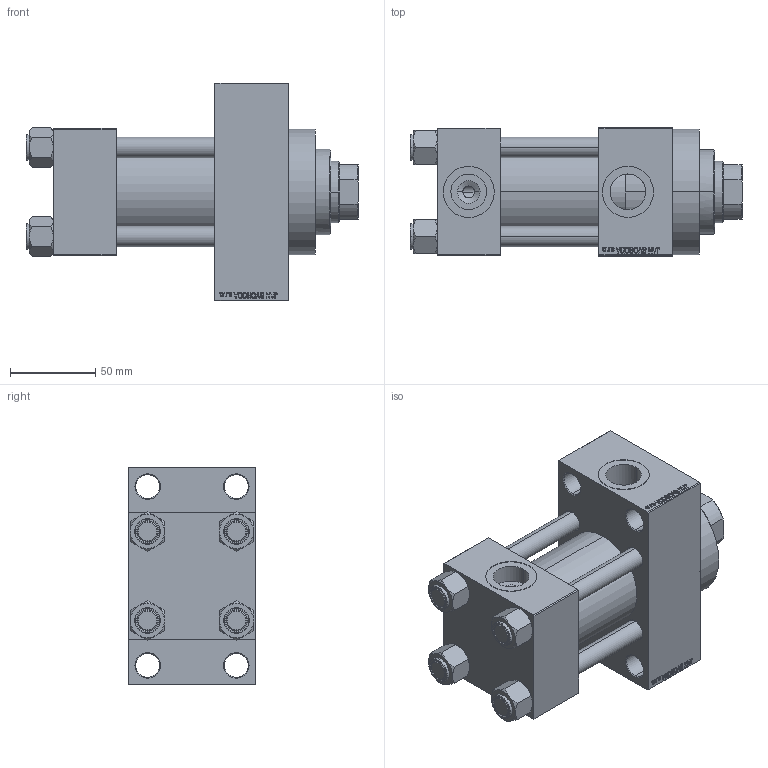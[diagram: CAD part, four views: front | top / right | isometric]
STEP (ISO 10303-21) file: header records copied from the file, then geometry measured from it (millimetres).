
FILE_DESCRIPTION (( 'STEP AP203' ), '1' );
FILE_NAME ('b7b6.STEP', '2022-06-20T09:13:20', ( '' ), ( '' ), 'SwSTEP 2.0', 'SolidWorks 2019', '' );
FILE_SCHEMA (( 'CONFIG_CONTROL_DESIGN' ));
Length unit declared in the file: millimetre
Products named in the file (6): V215CD_NUT_M5_D e985be75ef0a87627b68b6d71fab4f6d; V215CD_VC_A e985be75ef0a87627b68b6d71fab4f6d; V215CD_VCP_D e985be75ef0a87627b68b6d71fab4f6d; b7b6; V215CD_D_Body e985be75ef0a87627b68b6d71fab4f6d; V215CD_D_TYCINKA e985be75ef0a87627b68b6d71fab4f6d
Assembly tree (11 placements, depth 2):
  b7b6
    V215CD_D_Body e985be75ef0a87627b68b6d71fab4f6d
    V215CD_VC_A e985be75ef0a87627b68b6d71fab4f6d
    V215CD_VCP_D e985be75ef0a87627b68b6d71fab4f6d
    V215CD_D_TYCINKA e985be75ef0a87627b68b6d71fab4f6d  x4
    V215CD_NUT_M5_D e985be75ef0a87627b68b6d71fab4f6d  x4
Bounding box: 195 x 75 x 128 mm (x, y, z)
Volume: 817073.1 mm3; surface area: 175479 mm2
Topology: 11 solids, 11 shells, 1113 faces, 2775 edges, 1795 vertices
Faces by surface type: plane 501, bspline 368, cone 144, cylinder 92, torus 8
Entity records: 47513 total; most frequent: CARTESIAN_POINT 25128, ORIENTED_EDGE 5042, DIRECTION 3253, EDGE_CURVE 2521, VERTEX_POINT 1651, VECTOR 1509, LINE 1509, EDGE_LOOP 1124
